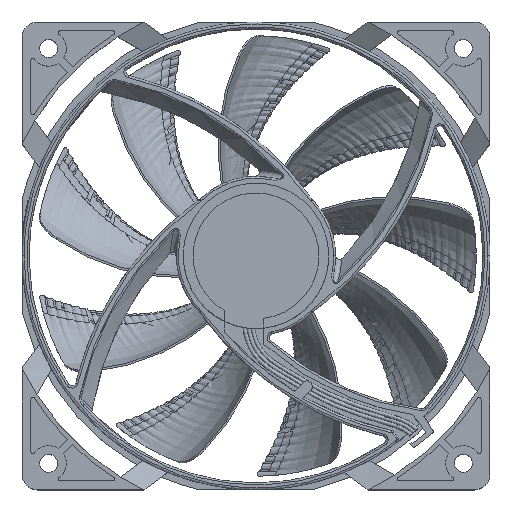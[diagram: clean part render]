
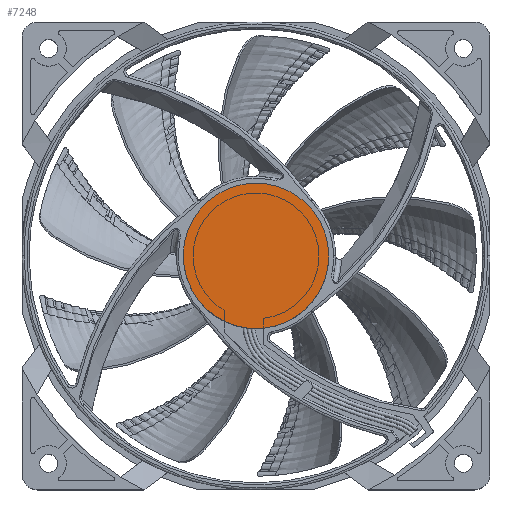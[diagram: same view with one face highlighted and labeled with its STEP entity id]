
A CAD part, top view. The second image highlights one B-rep face of the part: STEP entity #7248.
In plain terms, the highlighted free-form (B-spline) face has degree [1, 1] with [2, 2] control points.
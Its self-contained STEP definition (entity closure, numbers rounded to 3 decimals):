
#1229 = EDGE_CURVE('',#1230,#1232,#1234,.T.);
#1230 = VERTEX_POINT('',#1231);
#1231 = CARTESIAN_POINT('',(21.459,0.,
    14.905));
#1232 = VERTEX_POINT('',#1233);
#1233 = CARTESIAN_POINT('',(-21.459,0.,14.905));
#1234 = ( BOUNDED_CURVE() B_SPLINE_CURVE(2,(#1235,#1236,#1237,#1238,
#1239),.UNSPECIFIED.,.F.,.F.) B_SPLINE_CURVE_WITH_KNOTS((3,2,3),(0.,
1.571,3.142),.PIECEWISE_BEZIER_KNOTS.) CURVE() 
GEOMETRIC_REPRESENTATION_ITEM() RATIONAL_B_SPLINE_CURVE((1.,
0.707,1.,0.707,1.)) REPRESENTATION_ITEM('') );
#1235 = CARTESIAN_POINT('',(21.459,0.,14.905));
#1236 = CARTESIAN_POINT('',(21.459,21.459,
    14.905));
#1237 = CARTESIAN_POINT('',(0.,21.459,
    14.905));
#1238 = CARTESIAN_POINT('',(-21.459,21.459,
    14.905));
#1239 = CARTESIAN_POINT('',(-21.459,0.,
    14.905));
#7226 = EDGE_CURVE('',#1232,#1230,#7227,.T.);
#7227 = ( BOUNDED_CURVE() B_SPLINE_CURVE(2,(#7228,#7229,#7230,#7231,
#7232),.UNSPECIFIED.,.F.,.F.) B_SPLINE_CURVE_WITH_KNOTS((3,2,3),(
    3.142,4.712,6.283),
.PIECEWISE_BEZIER_KNOTS.) CURVE() GEOMETRIC_REPRESENTATION_ITEM() 
RATIONAL_B_SPLINE_CURVE((1.,0.707,1.,0.707,1.)) 
REPRESENTATION_ITEM('') );
#7228 = CARTESIAN_POINT('',(-21.459,0.,
    14.905));
#7229 = CARTESIAN_POINT('',(-21.459,-21.459,
    14.905));
#7230 = CARTESIAN_POINT('',(0.,-21.459,
    14.905));
#7231 = CARTESIAN_POINT('',(21.459,-21.459,
    14.905));
#7232 = CARTESIAN_POINT('',(21.459,0.,
    14.905));
#7248 = ADVANCED_FACE('',(#7249),#7253,.T.);
#7249 = FACE_BOUND('',#7250,.T.);
#7250 = EDGE_LOOP('',(#7251,#7252));
#7251 = ORIENTED_EDGE('',*,*,#7226,.T.);
#7252 = ORIENTED_EDGE('',*,*,#1229,.T.);
#7253 = B_SPLINE_SURFACE_WITH_KNOTS('',1,1,(
    (#7254,#7255)
    ,(#7256,#7257
    )),.UNSPECIFIED.,.F.,.F.,.F.,(2,2),(2,2),(-18.5,18.5),(-18.5,18.5),
  .PIECEWISE_BEZIER_KNOTS.);
#7254 = CARTESIAN_POINT('',(-21.459,-21.459,
    14.905));
#7255 = CARTESIAN_POINT('',(-21.459,21.459,
    14.905));
#7256 = CARTESIAN_POINT('',(21.459,-21.459,
    14.905));
#7257 = CARTESIAN_POINT('',(21.459,21.459,
    14.905));
